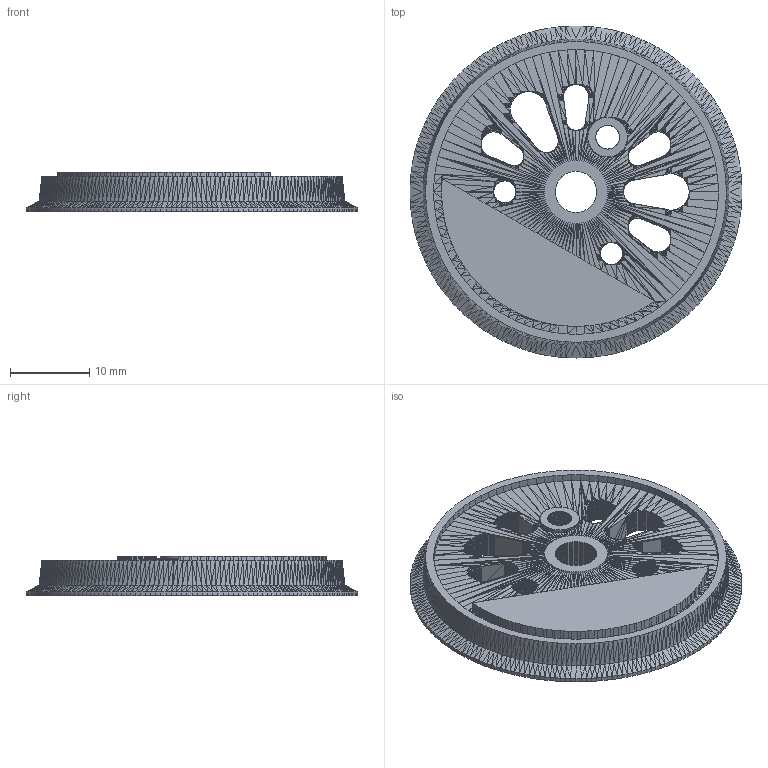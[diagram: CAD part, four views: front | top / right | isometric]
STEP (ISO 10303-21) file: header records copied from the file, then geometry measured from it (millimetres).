
FILE_DESCRIPTION(('FreeCAD Model'),'2;1');
FILE_NAME('Open CASCADE Shape Model','2023-11-21T10:55:49',('Author'),( ''),'Open CASCADE STEP processor 7.6','FreeCAD','Unknown');
FILE_SCHEMA(('AUTOMOTIVE_DESIGN { 1 0 10303 214 1 1 1 1 }'));
Products named in the file (1): boxpok004 (Solid)
Bounding box: 42 x 42 x 5 mm (x, y, z)
Volume: 0 mm3; surface area: 3728.1 mm2
Topology: 1 solids, 2 shells, 6375 faces, 11890 edges, 5512 vertices
Faces by surface type: plane 6375
Entity records: 145314 total; most frequent: DIRECTION 24642, ORIENTED_EDGE 23780, CARTESIAN_POINT 23778, EDGE_CURVE 11890, LINE 11890, VECTOR 11890, FACE_BOUND 6390, EDGE_LOOP 6390
